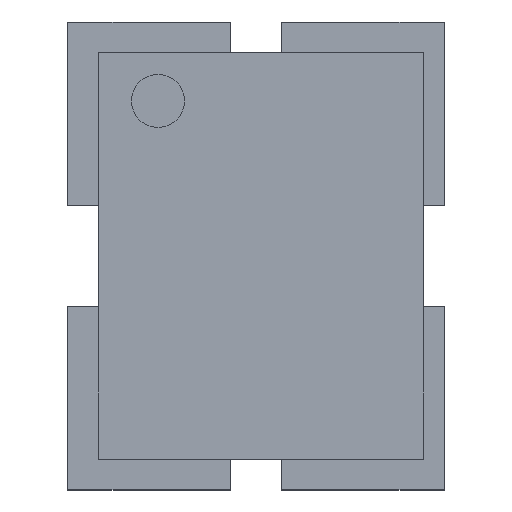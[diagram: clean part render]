
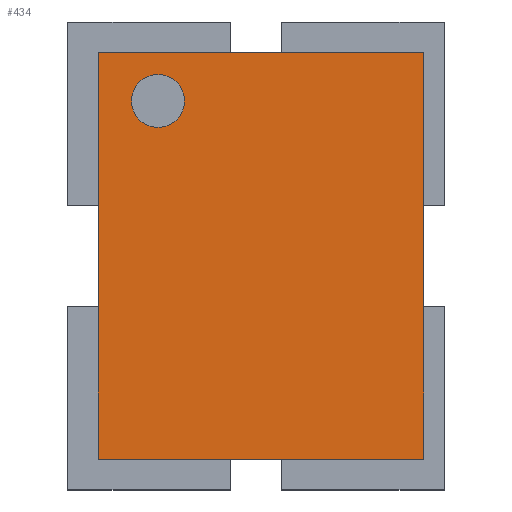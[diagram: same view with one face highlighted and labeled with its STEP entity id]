
A CAD part, top view. The second image highlights one B-rep face of the part: STEP entity #434.
In plain terms, the highlighted planar face has unit normal (0, 0, 1).
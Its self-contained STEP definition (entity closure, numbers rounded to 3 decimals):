
#210 = VERTEX_POINT('',#211);
#211 = CARTESIAN_POINT('',(-1.2,-0.5,0.9));
#217 = EDGE_CURVE('',#210,#218,#220,.T.);
#218 = VERTEX_POINT('',#219);
#219 = CARTESIAN_POINT('',(0.4,-0.5,0.9));
#220 = LINE('',#221,#222);
#221 = CARTESIAN_POINT('',(-1.2,-0.5,0.9));
#222 = VECTOR('',#223,1.);
#223 = DIRECTION('',(1.,0.,0.));
#265 = VERTEX_POINT('',#266);
#266 = CARTESIAN_POINT('',(0.4,1.5,0.9));
#272 = EDGE_CURVE('',#218,#265,#273,.T.);
#273 = LINE('',#274,#275);
#274 = CARTESIAN_POINT('',(0.4,-0.5,0.9));
#275 = VECTOR('',#276,1.);
#276 = DIRECTION('',(0.,1.,0.));
#417 = VERTEX_POINT('',#418);
#418 = CARTESIAN_POINT('',(-1.2,1.5,0.9));
#424 = EDGE_CURVE('',#210,#417,#425,.T.);
#425 = LINE('',#426,#427);
#426 = CARTESIAN_POINT('',(-1.2,-0.5,0.9));
#427 = VECTOR('',#428,1.);
#428 = DIRECTION('',(0.,1.,0.));
#434 = ADVANCED_FACE('',(#435,#446),#457,.T.);
#435 = FACE_BOUND('',#436,.T.);
#436 = EDGE_LOOP('',(#437,#438,#439,#440));
#437 = ORIENTED_EDGE('',*,*,#424,.F.);
#438 = ORIENTED_EDGE('',*,*,#217,.T.);
#439 = ORIENTED_EDGE('',*,*,#272,.T.);
#440 = ORIENTED_EDGE('',*,*,#441,.F.);
#441 = EDGE_CURVE('',#417,#265,#442,.T.);
#442 = LINE('',#443,#444);
#443 = CARTESIAN_POINT('',(-1.2,1.5,0.9));
#444 = VECTOR('',#445,1.);
#445 = DIRECTION('',(1.,0.,0.));
#446 = FACE_BOUND('',#447,.T.);
#447 = EDGE_LOOP('',(#448));
#448 = ORIENTED_EDGE('',*,*,#449,.F.);
#449 = EDGE_CURVE('',#450,#450,#452,.T.);
#450 = VERTEX_POINT('',#451);
#451 = CARTESIAN_POINT('',(-0.777,1.26,0.9)
  );
#452 = CIRCLE('',#453,0.13);
#453 = AXIS2_PLACEMENT_3D('',#454,#455,#456);
#454 = CARTESIAN_POINT('',(-0.907,1.26,0.9)
  );
#455 = DIRECTION('',(0.,0.,1.));
#456 = DIRECTION('',(1.,0.,0.));
#457 = PLANE('',#458);
#458 = AXIS2_PLACEMENT_3D('',#459,#460,#461);
#459 = CARTESIAN_POINT('',(-1.2,-0.5,0.9));
#460 = DIRECTION('',(0.,0.,1.));
#461 = DIRECTION('',(1.,0.,0.));
